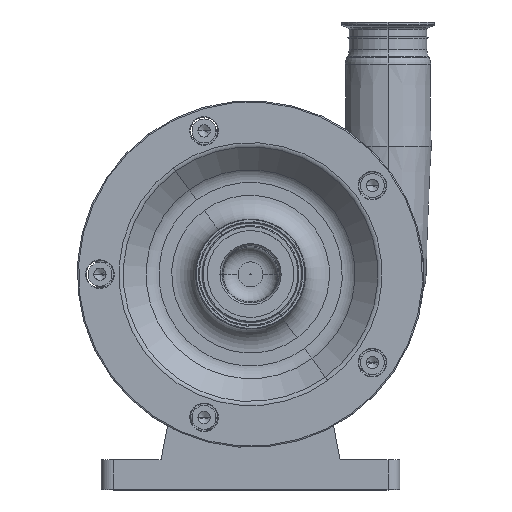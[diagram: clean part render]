
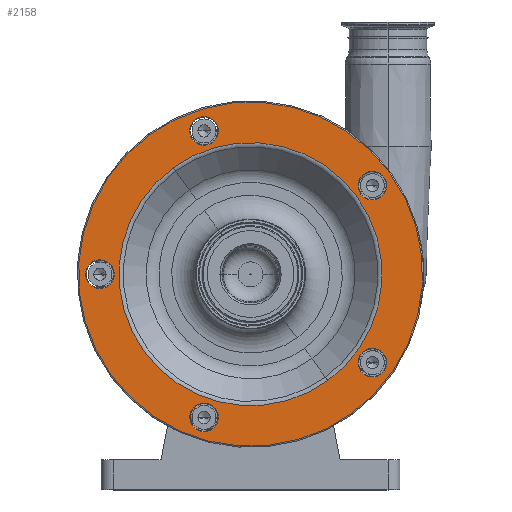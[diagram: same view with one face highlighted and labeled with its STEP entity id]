
A CAD part, top view. The second image highlights one B-rep face of the part: STEP entity #2158.
In plain terms, the highlighted planar face has unit normal (0, 0, 1).
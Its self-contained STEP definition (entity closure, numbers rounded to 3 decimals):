
#348 = DIRECTION ( 'NONE',  ( 0.588, -0.809, 0. ) ) ;
#655 = ORIENTED_EDGE ( 'NONE', *, *, #6263, .F. ) ;
#836 = VERTEX_POINT ( 'NONE', #6798 ) ;
#934 = CIRCLE ( 'NONE', #2377, 110.071 ) ;
#995 = CIRCLE ( 'NONE', #3007, 12. ) ;
#1038 = DIRECTION ( 'NONE',  ( 0.588, -0.809, 0. ) ) ;
#1207 = DIRECTION ( 'NONE',  ( 0.588, -0.809, 0. ) ) ;
#1311 = CIRCLE ( 'NONE', #16524, 12. ) ;
#1485 = CIRCLE ( 'NONE', #12654, 12. ) ;
#1800 = CARTESIAN_POINT ( 'NONE',  ( 108.99, 244.353, 220. ) ) ;
#1982 = AXIS2_PLACEMENT_3D ( 'NONE', #10244, #14554, #8987 ) ;
#2027 = CARTESIAN_POINT ( 'NONE',  ( -118.947, 170.292, 220. ) ) ;
#2158 = ADVANCED_FACE ( 'NONE', ( #13522, #14790, #14968, #17668, #12167, #2673, #8139 ), #12250, .F. ) ;
#2377 = AXIS2_PLACEMENT_3D ( 'NONE', #13155, #15954, #3656 ) ;
#2388 = CIRCLE ( 'NONE', #17579, 12. ) ;
#2502 = ORIENTED_EDGE ( 'NONE', *, *, #16106, .F. ) ;
#2547 = AXIS2_PLACEMENT_3D ( 'NONE', #3674, #2586, #10657 ) ;
#2563 = DIRECTION ( 'NONE',  ( 0., 0., 1. ) ) ;
#2586 = DIRECTION ( 'NONE',  ( 0., 0., 1. ) ) ;
#2600 = DIRECTION ( 'NONE',  ( 0., 0., 1. ) ) ;
#2601 = CIRCLE ( 'NONE', #14346, 12. ) ;
#2673 = FACE_OUTER_BOUND ( 'NONE', #4379, .T. ) ;
#2903 = ORIENTED_EDGE ( 'NONE', *, *, #10631, .F. ) ;
#2916 = DIRECTION ( 'NONE',  ( 0., 0., 1. ) ) ;
#2934 = EDGE_LOOP ( 'NONE', ( #9543, #655 ) ) ;
#3007 = AXIS2_PLACEMENT_3D ( 'NONE', #5061, #11869, #14398 ) ;
#3016 = DIRECTION ( 'NONE',  ( 0.588, -0.809, 0. ) ) ;
#3051 = CARTESIAN_POINT ( 'NONE',  ( 101.936, 105.939, 220. ) ) ;
#3371 = CIRCLE ( 'NONE', #8228, 144. ) ;
#3656 = DIRECTION ( 'NONE',  ( 0.588, -0.809, 0. ) ) ;
#3674 = CARTESIAN_POINT ( 'NONE',  ( 0., 180., 220. ) ) ;
#3699 = EDGE_CURVE ( 'NONE', #7320, #5265, #995, .T. ) ;
#3812 = CARTESIAN_POINT ( 'NONE',  ( 94.883, 263.769, 220. ) ) ;
#3823 = CARTESIAN_POINT ( 'NONE',  ( 101.936, 254.061, 220. ) ) ;
#3929 = VERTEX_POINT ( 'NONE', #10784 ) ;
#3943 = EDGE_CURVE ( 'NONE', #5010, #4696, #14762, .T. ) ;
#3987 = CIRCLE ( 'NONE', #1982, 12. ) ;
#4006 = CARTESIAN_POINT ( 'NONE',  ( -84.641, 296.498, 220. ) ) ;
#4379 = EDGE_LOOP ( 'NONE', ( #15822, #5628 ) ) ;
#4426 = ORIENTED_EDGE ( 'NONE', *, *, #4494, .F. ) ;
#4452 = DIRECTION ( 'NONE',  ( 0., 0., 1. ) ) ;
#4494 = EDGE_CURVE ( 'NONE', #15028, #9189, #16511, .T. ) ;
#4499 = ORIENTED_EDGE ( 'NONE', *, *, #15490, .F. ) ;
#4652 = AXIS2_PLACEMENT_3D ( 'NONE', #15888, #7790, #9141 ) ;
#4675 = AXIS2_PLACEMENT_3D ( 'NONE', #10895, #16393, #9554 ) ;
#4696 = VERTEX_POINT ( 'NONE', #4006 ) ;
#5010 = VERTEX_POINT ( 'NONE', #14416 ) ;
#5046 = VERTEX_POINT ( 'NONE', #2027 ) ;
#5061 = CARTESIAN_POINT ( 'NONE',  ( -38.936, 299.833, 220. ) ) ;
#5265 = VERTEX_POINT ( 'NONE', #5942 ) ;
#5375 = CARTESIAN_POINT ( 'NONE',  ( -126., 180., 220. ) ) ;
#5441 = EDGE_LOOP ( 'NONE', ( #2903, #16739 ) ) ;
#5445 = DIRECTION ( 'NONE',  ( 0., 0., -1. ) ) ;
#5628 = ORIENTED_EDGE ( 'NONE', *, *, #7647, .T. ) ;
#5942 = CARTESIAN_POINT ( 'NONE',  ( -31.883, 290.125, 220. ) ) ;
#5984 = CIRCLE ( 'NONE', #2547, 110.071 ) ;
#5989 = CARTESIAN_POINT ( 'NONE',  ( -38.936, 60.167, 220. ) ) ;
#6185 = AXIS2_PLACEMENT_3D ( 'NONE', #3051, #7161, #348 ) ;
#6263 = EDGE_CURVE ( 'NONE', #12803, #8420, #1311, .T. ) ;
#6535 = EDGE_LOOP ( 'NONE', ( #12100, #7848 ) ) ;
#6798 = CARTESIAN_POINT ( 'NONE',  ( -31.883, 50.459, 220. ) ) ;
#7161 = DIRECTION ( 'NONE',  ( 0., 0., 1. ) ) ;
#7320 = VERTEX_POINT ( 'NONE', #14244 ) ;
#7647 = EDGE_CURVE ( 'NONE', #4696, #5010, #3371, .T. ) ;
#7790 = DIRECTION ( 'NONE',  ( 0., 0., 1. ) ) ;
#7848 = ORIENTED_EDGE ( 'NONE', *, *, #15043, .F. ) ;
#7857 = AXIS2_PLACEMENT_3D ( 'NONE', #15172, #2600, #12185 ) ;
#8139 = FACE_BOUND ( 'NONE', #17434, .T. ) ;
#8228 = AXIS2_PLACEMENT_3D ( 'NONE', #16752, #4452, #3016 ) ;
#8382 = DIRECTION ( 'NONE',  ( 0.588, -0.809, 0. ) ) ;
#8420 = VERTEX_POINT ( 'NONE', #1800 ) ;
#8640 = EDGE_CURVE ( 'NONE', #12756, #15793, #5984, .T. ) ;
#8987 = DIRECTION ( 'NONE',  ( 0.588, -0.809, 0. ) ) ;
#9141 = DIRECTION ( 'NONE',  ( 0.588, -0.809, 0. ) ) ;
#9172 = CARTESIAN_POINT ( 'NONE',  ( 0., 180., 220. ) ) ;
#9189 = VERTEX_POINT ( 'NONE', #13934 ) ;
#9207 = ORIENTED_EDGE ( 'NONE', *, *, #8640, .F. ) ;
#9390 = EDGE_CURVE ( 'NONE', #5265, #7320, #3987, .T. ) ;
#9543 = ORIENTED_EDGE ( 'NONE', *, *, #14801, .F. ) ;
#9554 = DIRECTION ( 'NONE',  ( 0.588, -0.809, 0. ) ) ;
#9711 = ORIENTED_EDGE ( 'NONE', *, *, #3699, .F. ) ;
#9756 = DIRECTION ( 'NONE',  ( 0.588, -0.809, 0. ) ) ;
#9848 = DIRECTION ( 'NONE',  ( 0., 0., 1. ) ) ;
#10244 = CARTESIAN_POINT ( 'NONE',  ( -38.936, 299.833, 220. ) ) ;
#10338 = AXIS2_PLACEMENT_3D ( 'NONE', #17751, #5445, #10909 ) ;
#10631 = EDGE_CURVE ( 'NONE', #5046, #15181, #12360, .T. ) ;
#10657 = DIRECTION ( 'NONE',  ( 0.588, -0.809, 0. ) ) ;
#10695 = DIRECTION ( 'NONE',  ( 0., 0., 1. ) ) ;
#10784 = CARTESIAN_POINT ( 'NONE',  ( -45.99, 69.875, 220. ) ) ;
#10895 = CARTESIAN_POINT ( 'NONE',  ( -38.936, 60.167, 220. ) ) ;
#10909 = DIRECTION ( 'NONE',  ( -0.588, 0.809, 0. ) ) ;
#11072 = CARTESIAN_POINT ( 'NONE',  ( -133.053, 189.708, 220. ) ) ;
#11272 = EDGE_CURVE ( 'NONE', #836, #3929, #17290, .T. ) ;
#11519 = CARTESIAN_POINT ( 'NONE',  ( 101.936, 105.939, 220. ) ) ;
#11869 = DIRECTION ( 'NONE',  ( 0., 0., 1. ) ) ;
#12100 = ORIENTED_EDGE ( 'NONE', *, *, #11272, .F. ) ;
#12133 = CARTESIAN_POINT ( 'NONE',  ( 64.698, 90.951, 220. ) ) ;
#12167 = FACE_BOUND ( 'NONE', #12680, .T. ) ;
#12185 = DIRECTION ( 'NONE',  ( 0.588, -0.809, 0. ) ) ;
#12250 = PLANE ( 'NONE',  #10338 ) ;
#12360 = CIRCLE ( 'NONE', #4652, 12. ) ;
#12532 = DIRECTION ( 'NONE',  ( 0., 0., 1. ) ) ;
#12654 = AXIS2_PLACEMENT_3D ( 'NONE', #11519, #2916, #8382 ) ;
#12680 = EDGE_LOOP ( 'NONE', ( #9207, #2502 ) ) ;
#12756 = VERTEX_POINT ( 'NONE', #12133 ) ;
#12803 = VERTEX_POINT ( 'NONE', #3812 ) ;
#13155 = CARTESIAN_POINT ( 'NONE',  ( 0., 180., 220. ) ) ;
#13293 = EDGE_CURVE ( 'NONE', #15181, #5046, #2388, .T. ) ;
#13522 = FACE_BOUND ( 'NONE', #17696, .T. ) ;
#13934 = CARTESIAN_POINT ( 'NONE',  ( 108.99, 96.231, 220. ) ) ;
#13937 = ORIENTED_EDGE ( 'NONE', *, *, #9390, .F. ) ;
#14244 = CARTESIAN_POINT ( 'NONE',  ( -45.99, 309.541, 220. ) ) ;
#14346 = AXIS2_PLACEMENT_3D ( 'NONE', #5989, #12532, #1038 ) ;
#14398 = DIRECTION ( 'NONE',  ( 0.588, -0.809, 0. ) ) ;
#14416 = CARTESIAN_POINT ( 'NONE',  ( 84.641, 63.502, 220. ) ) ;
#14554 = DIRECTION ( 'NONE',  ( 0., 0., 1. ) ) ;
#14762 = CIRCLE ( 'NONE', #15331, 144. ) ;
#14790 = FACE_BOUND ( 'NONE', #6535, .T. ) ;
#14801 = EDGE_CURVE ( 'NONE', #8420, #12803, #15608, .T. ) ;
#14968 = FACE_BOUND ( 'NONE', #5441, .T. ) ;
#15013 = CARTESIAN_POINT ( 'NONE',  ( -64.698, 269.049, 220. ) ) ;
#15028 = VERTEX_POINT ( 'NONE', #17041 ) ;
#15043 = EDGE_CURVE ( 'NONE', #3929, #836, #2601, .T. ) ;
#15172 = CARTESIAN_POINT ( 'NONE',  ( 101.936, 254.061, 220. ) ) ;
#15181 = VERTEX_POINT ( 'NONE', #11072 ) ;
#15331 = AXIS2_PLACEMENT_3D ( 'NONE', #9172, #10695, #16093 ) ;
#15490 = EDGE_CURVE ( 'NONE', #9189, #15028, #1485, .T. ) ;
#15608 = CIRCLE ( 'NONE', #7857, 12. ) ;
#15793 = VERTEX_POINT ( 'NONE', #15013 ) ;
#15822 = ORIENTED_EDGE ( 'NONE', *, *, #3943, .T. ) ;
#15888 = CARTESIAN_POINT ( 'NONE',  ( -126., 180., 220. ) ) ;
#15954 = DIRECTION ( 'NONE',  ( 0., 0., 1. ) ) ;
#16093 = DIRECTION ( 'NONE',  ( 0.588, -0.809, 0. ) ) ;
#16106 = EDGE_CURVE ( 'NONE', #15793, #12756, #934, .T. ) ;
#16393 = DIRECTION ( 'NONE',  ( 0., 0., 1. ) ) ;
#16511 = CIRCLE ( 'NONE', #6185, 12. ) ;
#16524 = AXIS2_PLACEMENT_3D ( 'NONE', #3823, #2563, #1207 ) ;
#16739 = ORIENTED_EDGE ( 'NONE', *, *, #13293, .F. ) ;
#16752 = CARTESIAN_POINT ( 'NONE',  ( 0., 180., 220. ) ) ;
#17041 = CARTESIAN_POINT ( 'NONE',  ( 94.883, 115.647, 220. ) ) ;
#17290 = CIRCLE ( 'NONE', #4675, 12. ) ;
#17434 = EDGE_LOOP ( 'NONE', ( #13937, #9711 ) ) ;
#17579 = AXIS2_PLACEMENT_3D ( 'NONE', #5375, #9848, #9756 ) ;
#17668 = FACE_BOUND ( 'NONE', #2934, .T. ) ;
#17696 = EDGE_LOOP ( 'NONE', ( #4499, #4426 ) ) ;
#17751 = CARTESIAN_POINT ( 'NONE',  ( 116.498, 264.641, 220. ) ) ;
